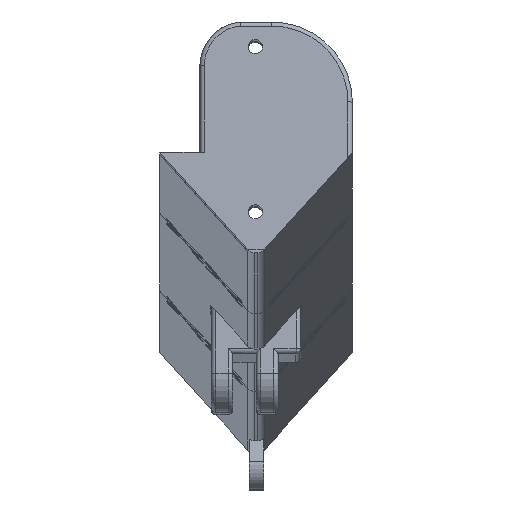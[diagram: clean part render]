
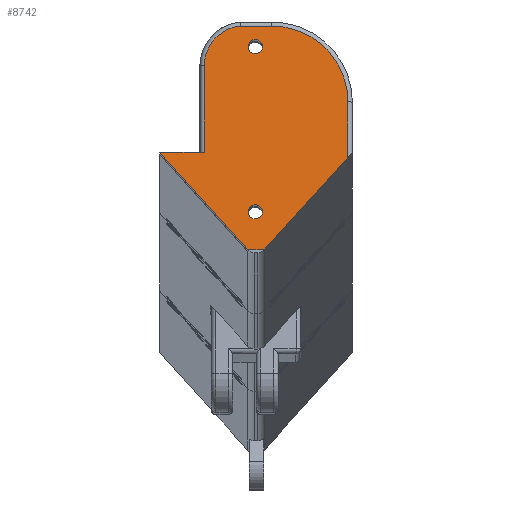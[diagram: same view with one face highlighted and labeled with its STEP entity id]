
A CAD part, left-side view. The second image highlights one B-rep face of the part: STEP entity #8742.
In plain terms, the highlighted planar face has unit normal (-0.994, 0, 0.105).
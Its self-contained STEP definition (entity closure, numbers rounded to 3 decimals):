
#84 = CARTESIAN_POINT ( 'NONE',  ( 41.907, 46.45, 170.776 ) ) ;
#179 = DIRECTION ( 'NONE',  ( -0.105, 0., -0.994 ) ) ;
#237 = CIRCLE ( 'NONE', #16331, 17. ) ;
#335 = EDGE_CURVE ( 'NONE', #11556, #14055, #24459, .T. ) ;
#732 = CARTESIAN_POINT ( 'NONE',  ( 40.599, 46.45, 158.433 ) ) ;
#1086 = VECTOR ( 'NONE', #7383, 1000. ) ;
#1160 = PLANE ( 'NONE',  #21231 ) ;
#1842 = EDGE_CURVE ( 'NONE', #27399, #21154, #5450, .T. ) ;
#2319 = VERTEX_POINT ( 'NONE', #27151 ) ;
#2419 = DIRECTION ( 'NONE',  ( -0.078, 0.669, -0.739 ) ) ;
#2622 = DIRECTION ( 'NONE',  ( -0.994, 0., 0.105 ) ) ;
#2939 = EDGE_CURVE ( 'NONE', #2319, #20017, #3493, .T. ) ;
#3104 = ORIENTED_EDGE ( 'NONE', *, *, #7535, .F. ) ;
#3422 = AXIS2_PLACEMENT_3D ( 'NONE', #31284, #11410, #6880 ) ;
#3437 = FACE_BOUND ( 'NONE', #10492, .T. ) ;
#3493 = LINE ( 'NONE', #732, #19566 ) ;
#3900 = ORIENTED_EDGE ( 'NONE', *, *, #24901, .F. ) ;
#3978 = CARTESIAN_POINT ( 'NONE',  ( 43.38, 67.1, 184.677 ) ) ;
#4099 = AXIS2_PLACEMENT_3D ( 'NONE', #18061, #25408, #20991 ) ;
#4221 = CARTESIAN_POINT ( 'NONE',  ( 42.765, 78.45, 178.872 ) ) ;
#4299 = CARTESIAN_POINT ( 'NONE',  ( 42.765, 78.45, 178.872 ) ) ;
#4454 = LINE ( 'NONE', #16476, #9327 ) ;
#4592 = CARTESIAN_POINT ( 'NONE',  ( 40.716, 88.45, 159.539 ) ) ;
#4607 = LINE ( 'NONE', #27957, #28981 ) ;
#4926 = CARTESIAN_POINT ( 'NONE',  ( 40.716, 88.45, 159.538 ) ) ;
#5014 = CIRCLE ( 'NONE', #10700, 1.6 ) ;
#5152 = VERTEX_POINT ( 'NONE', #4592 ) ;
#5179 = EDGE_CURVE ( 'NONE', #30566, #13684, #13600, .T. ) ;
#5392 = ORIENTED_EDGE ( 'NONE', *, *, #28307, .T. ) ;
#5450 = CIRCLE ( 'NONE', #16868, 1.6 ) ;
#6226 = VERTEX_POINT ( 'NONE', #18288 ) ;
#6880 = DIRECTION ( 'NONE',  ( -0.105, 0., -0.994 ) ) ;
#7383 = DIRECTION ( 'NONE',  ( -0.078, -0.669, -0.739 ) ) ;
#7535 = EDGE_CURVE ( 'NONE', #11556, #5152, #4607, .T. ) ;
#7898 = DIRECTION ( 'NONE',  ( -0.105, 0., -0.994 ) ) ;
#8742 = ADVANCED_FACE ( 'NONE', ( #17738, #3437, #13502 ), #1160, .F. ) ;
#8779 = EDGE_CURVE ( 'NONE', #22202, #26651, #19677, .T. ) ;
#9327 = VECTOR ( 'NONE', #19083, 1000. ) ;
#9469 = DIRECTION ( 'NONE',  ( 0., 1., 0. ) ) ;
#9513 = EDGE_CURVE ( 'NONE', #6226, #5152, #4454, .T. ) ;
#10254 = ORIENTED_EDGE ( 'NONE', *, *, #15104, .T. ) ;
#10441 = VECTOR ( 'NONE', #2419, 1000. ) ;
#10492 = EDGE_LOOP ( 'NONE', ( #21389, #20694 ) ) ;
#10700 = AXIS2_PLACEMENT_3D ( 'NONE', #20236, #20083, #7898 ) ;
#11062 = CARTESIAN_POINT ( 'NONE',  ( 39.312, 67.1, 146.292 ) ) ;
#11315 = ORIENTED_EDGE ( 'NONE', *, *, #21706, .T. ) ;
#11410 = DIRECTION ( 'NONE',  ( 0.994, 0., -0.105 ) ) ;
#11556 = VERTEX_POINT ( 'NONE', #27959 ) ;
#11676 = VERTEX_POINT ( 'NONE', #13955 ) ;
#12773 = CIRCLE ( 'NONE', #3422, 1.6 ) ;
#13502 = FACE_OUTER_BOUND ( 'NONE', #13582, .T. ) ;
#13513 = CARTESIAN_POINT ( 'NONE',  ( 38.411, 68.778, 137.791 ) ) ;
#13548 = CARTESIAN_POINT ( 'NONE',  ( 43.043, 67.1, 181.495 ) ) ;
#13582 = EDGE_LOOP ( 'NONE', ( #11315, #31808, #3104, #15178, #18791, #3900, #24401, #10254, #25122, #17915 ) ) ;
#13600 = CIRCLE ( 'NONE', #21424, 8.9 ) ;
#13684 = VERTEX_POINT ( 'NONE', #4299 ) ;
#13758 = CARTESIAN_POINT ( 'NONE',  ( 38.411, 68.778, 137.791 ) ) ;
#13955 = CARTESIAN_POINT ( 'NONE',  ( 43.699, 63.45, 187.681 ) ) ;
#14055 = VERTEX_POINT ( 'NONE', #13513 ) ;
#14115 = LINE ( 'NONE', #31713, #10441 ) ;
#15104 = EDGE_CURVE ( 'NONE', #20017, #11676, #237, .T. ) ;
#15178 = ORIENTED_EDGE ( 'NONE', *, *, #335, .T. ) ;
#15942 = DIRECTION ( 'NONE',  ( 0.994, 0., -0.105 ) ) ;
#16033 = DIRECTION ( 'NONE',  ( 0., -1., 0. ) ) ;
#16331 = AXIS2_PLACEMENT_3D ( 'NONE', #29956, #2622, #179 ) ;
#16403 = DIRECTION ( 'NONE',  ( -0.105, 0., -0.994 ) ) ;
#16476 = CARTESIAN_POINT ( 'NONE',  ( 40.716, 78.45, 159.539 ) ) ;
#16479 = DIRECTION ( 'NONE',  ( 0.994, 0., -0.105 ) ) ;
#16635 = CARTESIAN_POINT ( 'NONE',  ( 38.411, 65.132, 137.791 ) ) ;
#16797 = CARTESIAN_POINT ( 'NONE',  ( 39.312, 67.1, 146.292 ) ) ;
#16868 = AXIS2_PLACEMENT_3D ( 'NONE', #16797, #16479, #21532 ) ;
#17738 = FACE_BOUND ( 'NONE', #30719, .T. ) ;
#17915 = ORIENTED_EDGE ( 'NONE', *, *, #5179, .T. ) ;
#18061 = CARTESIAN_POINT ( 'NONE',  ( 43.212, 67.1, 183.086 ) ) ;
#18288 = CARTESIAN_POINT ( 'NONE',  ( 40.716, 78.45, 159.539 ) ) ;
#18791 = ORIENTED_EDGE ( 'NONE', *, *, #28123, .T. ) ;
#19083 = DIRECTION ( 'NONE',  ( 0., 1., 0. ) ) ;
#19566 = VECTOR ( 'NONE', #28382, 1000. ) ;
#19677 = CIRCLE ( 'NONE', #4099, 1.6 ) ;
#20017 = VERTEX_POINT ( 'NONE', #84 ) ;
#20083 = DIRECTION ( 'NONE',  ( 0.994, 0., -0.105 ) ) ;
#20179 = EDGE_CURVE ( 'NONE', #11676, #30566, #28833, .T. ) ;
#20236 = CARTESIAN_POINT ( 'NONE',  ( 43.212, 67.1, 183.086 ) ) ;
#20694 = ORIENTED_EDGE ( 'NONE', *, *, #1842, .T. ) ;
#20738 = VECTOR ( 'NONE', #16403, 1000. ) ;
#20826 = DIRECTION ( 'NONE',  ( 0., -1., 0. ) ) ;
#20991 = DIRECTION ( 'NONE',  ( -0.105, 0., -0.994 ) ) ;
#21154 = VERTEX_POINT ( 'NONE', #23457 ) ;
#21231 = AXIS2_PLACEMENT_3D ( 'NONE', #11062, #15942, #20826 ) ;
#21238 = ORIENTED_EDGE ( 'NONE', *, *, #8779, .T. ) ;
#21389 = ORIENTED_EDGE ( 'NONE', *, *, #29860, .T. ) ;
#21424 = AXIS2_PLACEMENT_3D ( 'NONE', #29491, #21833, #29158 ) ;
#21532 = DIRECTION ( 'NONE',  ( -0.105, 0., -0.994 ) ) ;
#21706 = EDGE_CURVE ( 'NONE', #13684, #6226, #28462, .T. ) ;
#21833 = DIRECTION ( 'NONE',  ( -0.994, 0., 0.105 ) ) ;
#22202 = VERTEX_POINT ( 'NONE', #3978 ) ;
#23457 = CARTESIAN_POINT ( 'NONE',  ( 39.144, 67.1, 144.701 ) ) ;
#24401 = ORIENTED_EDGE ( 'NONE', *, *, #2939, .T. ) ;
#24459 = LINE ( 'NONE', #4926, #1086 ) ;
#24887 = DIRECTION ( 'NONE',  ( 0.105, 0., 0.994 ) ) ;
#24901 = EDGE_CURVE ( 'NONE', #2319, #32162, #14115, .T. ) ;
#25122 = ORIENTED_EDGE ( 'NONE', *, *, #20179, .T. ) ;
#25233 = VECTOR ( 'NONE', #16033, 1000. ) ;
#25408 = DIRECTION ( 'NONE',  ( 0.994, 0., -0.105 ) ) ;
#26651 = VERTEX_POINT ( 'NONE', #13548 ) ;
#27151 = CARTESIAN_POINT ( 'NONE',  ( 40.599, 46.45, 158.433 ) ) ;
#27399 = VERTEX_POINT ( 'NONE', #30781 ) ;
#27524 = CARTESIAN_POINT ( 'NONE',  ( 43.699, 70.403, 187.681 ) ) ;
#27957 = CARTESIAN_POINT ( 'NONE',  ( 40.716, 88.45, 159.538 ) ) ;
#27959 = CARTESIAN_POINT ( 'NONE',  ( 40.716, 88.45, 159.538 ) ) ;
#28123 = EDGE_CURVE ( 'NONE', #14055, #32162, #31195, .T. ) ;
#28307 = EDGE_CURVE ( 'NONE', #26651, #22202, #5014, .T. ) ;
#28382 = DIRECTION ( 'NONE',  ( 0.105, 0., 0.994 ) ) ;
#28462 = LINE ( 'NONE', #4221, #20738 ) ;
#28833 = LINE ( 'NONE', #31770, #30582 ) ;
#28981 = VECTOR ( 'NONE', #24887, 1000. ) ;
#29158 = DIRECTION ( 'NONE',  ( -0.105, 0., -0.994 ) ) ;
#29491 = CARTESIAN_POINT ( 'NONE',  ( 42.765, 69.55, 178.872 ) ) ;
#29860 = EDGE_CURVE ( 'NONE', #21154, #27399, #12773, .T. ) ;
#29956 = CARTESIAN_POINT ( 'NONE',  ( 41.907, 63.45, 170.776 ) ) ;
#30566 = VERTEX_POINT ( 'NONE', #27524 ) ;
#30582 = VECTOR ( 'NONE', #9469, 1000. ) ;
#30719 = EDGE_LOOP ( 'NONE', ( #5392, #21238 ) ) ;
#30781 = CARTESIAN_POINT ( 'NONE',  ( 39.481, 67.1, 147.883 ) ) ;
#31195 = LINE ( 'NONE', #13758, #25233 ) ;
#31284 = CARTESIAN_POINT ( 'NONE',  ( 39.312, 67.1, 146.292 ) ) ;
#31713 = CARTESIAN_POINT ( 'NONE',  ( 40.599, 46.45, 158.433 ) ) ;
#31770 = CARTESIAN_POINT ( 'NONE',  ( 43.699, 63.45, 187.681 ) ) ;
#31808 = ORIENTED_EDGE ( 'NONE', *, *, #9513, .T. ) ;
#32162 = VERTEX_POINT ( 'NONE', #16635 ) ;
